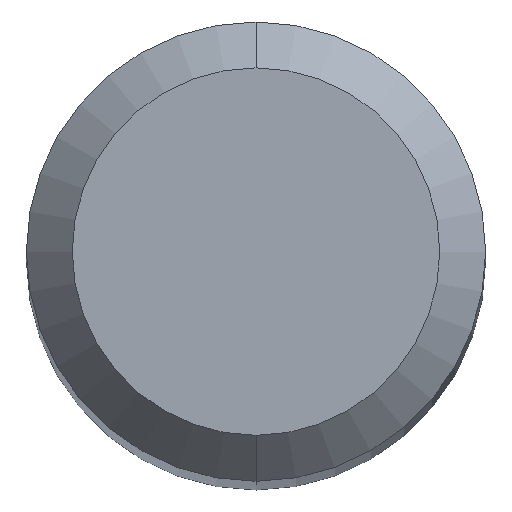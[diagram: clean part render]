
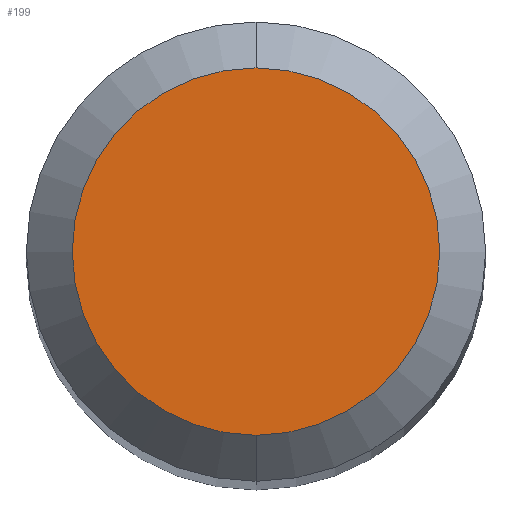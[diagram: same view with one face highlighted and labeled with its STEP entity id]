
A CAD part, top view. The second image highlights one B-rep face of the part: STEP entity #199.
In plain terms, the highlighted planar face has unit normal (0, 0, 1).
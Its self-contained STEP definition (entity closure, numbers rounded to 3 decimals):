
#199=ADVANCED_FACE('',(#500),#501,.T.);
#215=VERTEX_POINT('',#519);
#251=VERTEX_POINT('',#560);
#267=EDGE_CURVE('',#251,#215,#577,.T.);
#451=EDGE_CURVE('',#215,#251,#779,.T.);
#500=FACE_OUTER_BOUND('',#831,.T.);
#501=PLANE('',#832);
#519=CARTESIAN_POINT('',(0.0,1.2,0.));
#560=CARTESIAN_POINT('',(0.,-1.2,0.));
#577=CIRCLE('',#962,1.2);
#779=CIRCLE('',#1409,1.2);
#831=EDGE_LOOP('',(#1437,#1438));
#832=AXIS2_PLACEMENT_3D('',#1439,#1440,#1441);
#962=AXIS2_PLACEMENT_3D('',#1524,#1525,#1526);
#1409=AXIS2_PLACEMENT_3D('',#1758,#1759,#1760);
#1437=ORIENTED_EDGE('',*,*,#451,.F.);
#1438=ORIENTED_EDGE('',*,*,#267,.F.);
#1439=CARTESIAN_POINT('',(0.0,0.6,0.));
#1440=DIRECTION('',(-0.0,0.0,1.0));
#1441=DIRECTION('',(0.0,-1.0,0.0));
#1524=CARTESIAN_POINT('',(0.0,0.0,0.));
#1525=DIRECTION('',(0.0,0.0,-1.0));
#1526=DIRECTION('',(0.0,1.0,0.0));
#1758=CARTESIAN_POINT('',(0.0,0.0,0.));
#1759=DIRECTION('',(0.0,0.0,-1.0));
#1760=DIRECTION('',(0.0,1.0,0.0));
